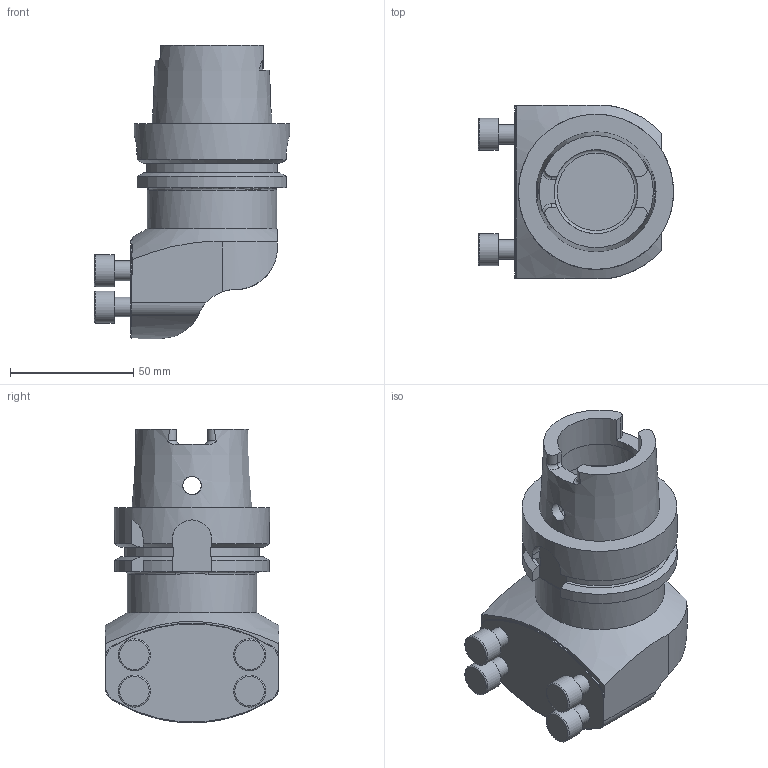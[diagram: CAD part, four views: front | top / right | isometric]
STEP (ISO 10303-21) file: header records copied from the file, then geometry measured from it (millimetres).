
FILE_DESCRIPTION(/* description */ (''),/* implementation_level */ '2;1');
FILE_NAME(/* name */ '1524204650756.stp',/* time_stamp */ '2018-04-20T08:11:00+02:00',/* author */ (''),/* organization */ ('SMS'),/* preprocessor_version */ 'ST-DEVELOPER v15',/* originating_system */ 'SIEMENS PLM Software NX 8.5',/* authorisation */ '');
FILE_SCHEMA (('AUTOMOTIVE_DESIGN { 1 0 10303 214 3 1 1 1 }'));
Length unit declared in the file: millimetre
Products named in the file (1): 112029112mod000_00
Bounding box: 79.19 x 70.5 x 119.15 mm (x, y, z)
Volume: 248306.8 mm3; surface area: 37243.3 mm2
Topology: 1 solids, 1 shells, 120 faces, 323 edges, 215 vertices
Faces by surface type: plane 50, cylinder 48, torus 11, cone 9, bspline 2
Full cylindrical faces by diameter (mm): 7.5 x2, 8 x4, 13 x4, 34.05 x2, 40.08 x1, 52.5 x1, 62.94 x1
Entity records: 4052 total; most frequent: CARTESIAN_POINT 1182, DIRECTION 586, ORIENTED_EDGE 562, EDGE_CURVE 281, AXIS2_PLACEMENT_3D 232, VERTEX_POINT 196, EDGE_LOOP 157, LINE 122
